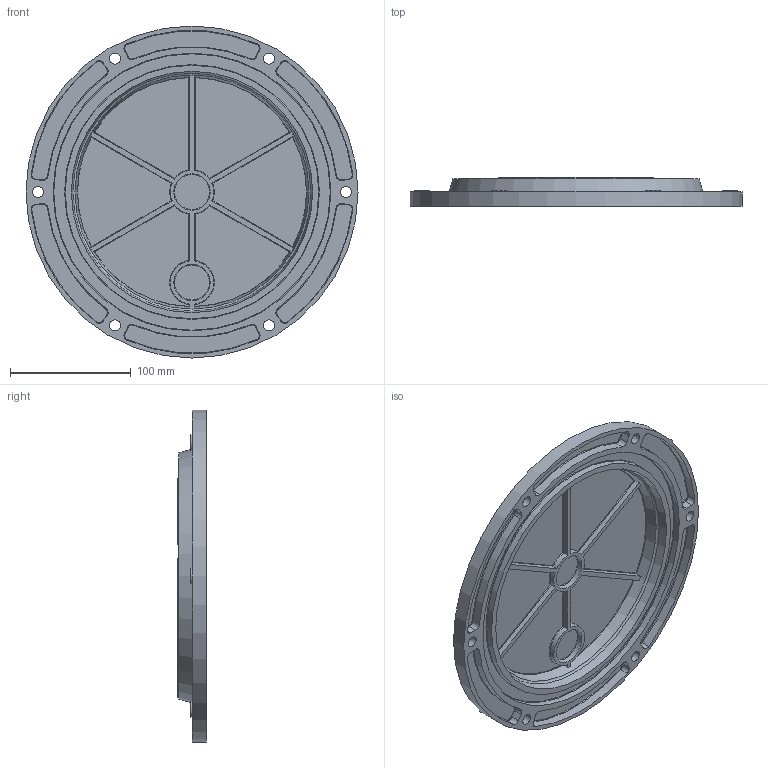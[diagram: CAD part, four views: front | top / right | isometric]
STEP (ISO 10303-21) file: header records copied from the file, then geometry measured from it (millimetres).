
FILE_DESCRIPTION (( 'STEP AP203' ), '1' );
FILE_NAME ('Porte_R8-011.STEP', '2018-07-09T08:13:23', ( 'be' ), ( '' ), 'SwSTEP 2.0', 'SolidWorks 2018', '' );
FILE_SCHEMA (( 'CONFIG_CONTROL_DESIGN' ));
Length unit declared in the file: millimetre
Products named in the file (1): Porte_R8-011
Bounding box: 275 x 24 x 275 mm (x, y, z)
Volume: 413409.8 mm3; surface area: 172023.1 mm2
Topology: 1 solids, 1 shells, 224 faces, 534 edges, 333 vertices
Faces by surface type: cylinder 99, plane 67, torus 55, cone 3
Full cylindrical faces by diameter (mm): 9 x6, 13 x6, 30 x2, 210 x1, 230 x1, 275 x1
Entity records: 6645 total; most frequent: CARTESIAN_POINT 1343, DIRECTION 1170, ORIENTED_EDGE 1014, EDGE_CURVE 507, AXIS2_PLACEMENT_3D 490, VERTEX_POINT 331, EDGE_LOOP 282, CIRCLE 265
